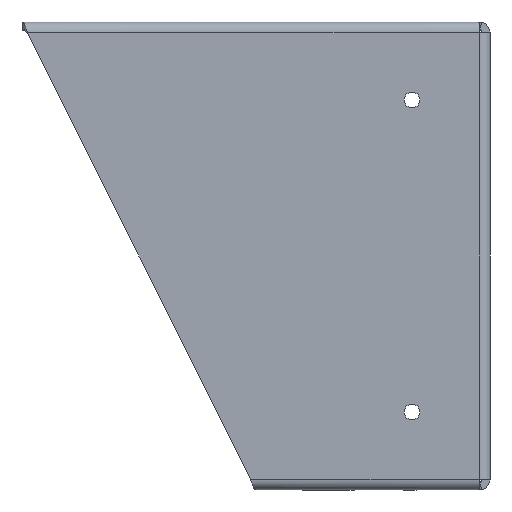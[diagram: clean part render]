
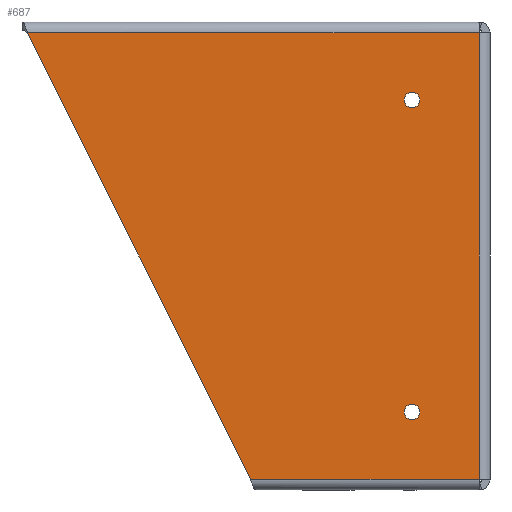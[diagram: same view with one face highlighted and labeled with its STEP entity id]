
A CAD part, left-side view. The second image highlights one B-rep face of the part: STEP entity #687.
In plain terms, the highlighted planar face has unit normal (-1, 0, 0).
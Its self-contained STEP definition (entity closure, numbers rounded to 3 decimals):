
#687 = ADVANCED_FACE( '', ( #1472, #1473, #1474 ), #1475, .T. );
#1472 = FACE_BOUND( '', #8183, .T. );
#1473 = FACE_BOUND( '', #8184, .T. );
#1474 = FACE_OUTER_BOUND( '', #8185, .T. );
#1475 = PLANE( '', #8186 );
#8183 = EDGE_LOOP( '', ( #11962 ) );
#8184 = EDGE_LOOP( '', ( #11963 ) );
#8185 = EDGE_LOOP( '', ( #11964, #11965, #11966, #11967 ) );
#8186 = AXIS2_PLACEMENT_3D( '', #11968, #11969, #11970 );
#11962 = ORIENTED_EDGE( '', *, *, #13328, .T. );
#11963 = ORIENTED_EDGE( '', *, *, #13344, .T. );
#11964 = ORIENTED_EDGE( '', *, *, #13154, .T. );
#11965 = ORIENTED_EDGE( '', *, *, #13345, .T. );
#11966 = ORIENTED_EDGE( '', *, *, #13346, .T. );
#11967 = ORIENTED_EDGE( '', *, *, #12857, .T. );
#11968 = CARTESIAN_POINT( '', ( -101.6, 0., 0. ) );
#11969 = DIRECTION( '', ( -1., 0., 0. ) );
#11970 = DIRECTION( '', ( 0., -1., 0. ) );
#12857 = EDGE_CURVE( '', #13766, #13850, #13852, .T. );
#13154 = EDGE_CURVE( '', #13850, #13952, #14268, .T. );
#13328 = EDGE_CURVE( '', #14469, #14469, #14470, .F. );
#13344 = EDGE_CURVE( '', #14489, #14489, #14490, .F. );
#13345 = EDGE_CURVE( '', #13952, #14283, #14491, .T. );
#13346 = EDGE_CURVE( '', #14283, #13766, #14492, .T. );
#13766 = VERTEX_POINT( '', #15498 );
#13850 = VERTEX_POINT( '', #15748 );
#13852 = LINE( '', #15751, #15752 );
#13952 = VERTEX_POINT( '', #15996 );
#14268 = LINE( '', #16836, #16837 );
#14283 = VERTEX_POINT( '', #16869 );
#14469 = VERTEX_POINT( '', #17387 );
#14470 = CIRCLE( '', #17388, 2.553 );
#14489 = VERTEX_POINT( '', #17411 );
#14490 = CIRCLE( '', #17412, 2.553 );
#14491 = LINE( '', #17413, #17414 );
#14492 = LINE( '', #17415, #17416 );
#15498 = CARTESIAN_POINT( '', ( -101.6, 150.66, 72.72 ) );
#15748 = CARTESIAN_POINT( '', ( -101.6, 77.94, -72.72 ) );
#15751 = CARTESIAN_POINT( '', ( -101.6, 152.4, 76.2 ) );
#15752 = VECTOR( '', #17906, 1000. );
#15996 = CARTESIAN_POINT( '', ( -101.6, 3.48, -72.72 ) );
#16836 = CARTESIAN_POINT( '', ( -101.6, 3.48, -72.72 ) );
#16837 = VECTOR( '', #18192, 1000. );
#16869 = CARTESIAN_POINT( '', ( -101.6, 3.48, 72.72 ) );
#17387 = CARTESIAN_POINT( '', ( -101.6, 22.847, 50.8 ) );
#17388 = AXIS2_PLACEMENT_3D( '', #18324, #18325, #18326 );
#17411 = CARTESIAN_POINT( '', ( -101.6, 22.847, -50.8 ) );
#17412 = AXIS2_PLACEMENT_3D( '', #18345, #18346, #18347 );
#17413 = CARTESIAN_POINT( '', ( -101.6, 3.48, -76.2 ) );
#17414 = VECTOR( '', #18348, 1000. );
#17415 = CARTESIAN_POINT( '', ( -101.6, 150.66, 72.72 ) );
#17416 = VECTOR( '', #18349, 1000. );
#17906 = DIRECTION( '', ( 0., -0.447, -0.894 ) );
#18192 = DIRECTION( '', ( 0., -1., 0. ) );
#18324 = CARTESIAN_POINT( '', ( -101.6, 25.4, 50.8 ) );
#18325 = DIRECTION( '', ( -1., 0., 0. ) );
#18326 = DIRECTION( '', ( 0., -1., 0. ) );
#18345 = CARTESIAN_POINT( '', ( -101.6, 25.4, -50.8 ) );
#18346 = DIRECTION( '', ( -1., 0., 0. ) );
#18347 = DIRECTION( '', ( 0., -1., 0. ) );
#18348 = DIRECTION( '', ( 0., 0., 1. ) );
#18349 = DIRECTION( '', ( 0., 1., 0. ) );
